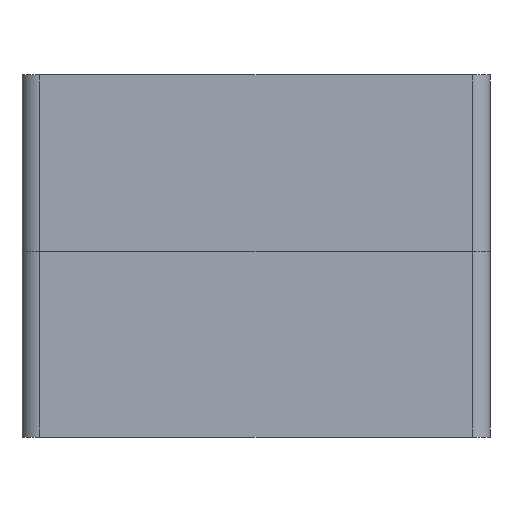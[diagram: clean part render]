
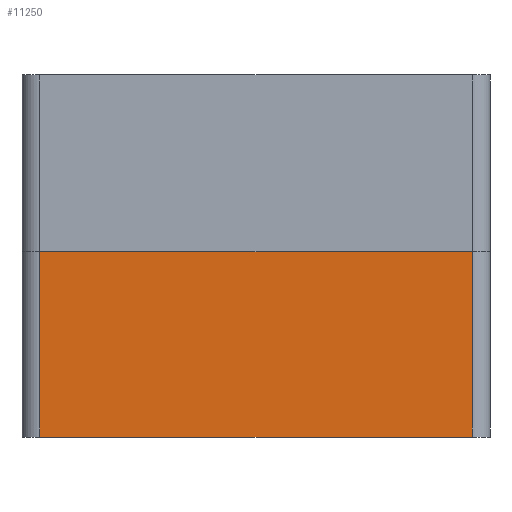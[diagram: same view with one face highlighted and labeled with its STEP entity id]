
A CAD part, front view. The second image highlights one B-rep face of the part: STEP entity #11250.
In plain terms, the highlighted planar face has unit normal (0, -1, 0).
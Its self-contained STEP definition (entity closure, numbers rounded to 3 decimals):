
#10111 = PLANE('',#10112);
#10112 = AXIS2_PLACEMENT_3D('',#10113,#10114,#10115);
#10113 = CARTESIAN_POINT('',(0.,0.,-21.));
#10114 = DIRECTION('',(0.,0.,1.));
#10115 = DIRECTION('',(1.,0.,-0.));
#10225 = PLANE('',#10226);
#10226 = AXIS2_PLACEMENT_3D('',#10227,#10228,#10229);
#10227 = CARTESIAN_POINT('',(0.,0.,0.));
#10228 = DIRECTION('',(-0.,-0.,-1.));
#10229 = DIRECTION('',(-1.,0.,0.));
#10250 = CYLINDRICAL_SURFACE('',#10251,2.);
#10251 = AXIS2_PLACEMENT_3D('',#10252,#10253,#10254);
#10252 = CARTESIAN_POINT('',(-24.5,-25.,-21.));
#10253 = DIRECTION('',(-0.,-0.,1.));
#10254 = DIRECTION('',(-1.,0.,0.));
#10267 = VERTEX_POINT('',#10268);
#10268 = CARTESIAN_POINT('',(-24.5,-27.,-21.));
#10290 = EDGE_CURVE('',#10267,#10291,#10293,.T.);
#10291 = VERTEX_POINT('',#10292);
#10292 = CARTESIAN_POINT('',(24.5,-27.,-21.));
#10293 = SURFACE_CURVE('',#10294,(#10298,#10305),.PCURVE_S1.);
#10294 = LINE('',#10295,#10296);
#10295 = CARTESIAN_POINT('',(-26.5,-27.,-21.));
#10296 = VECTOR('',#10297,1.);
#10297 = DIRECTION('',(1.,0.,0.));
#10298 = PCURVE('',#10111,#10299);
#10299 = DEFINITIONAL_REPRESENTATION('',(#10300),#10304);
#10300 = LINE('',#10301,#10302);
#10301 = CARTESIAN_POINT('',(-26.5,-27.));
#10302 = VECTOR('',#10303,1.);
#10303 = DIRECTION('',(1.,0.));
#10304 = ( GEOMETRIC_REPRESENTATION_CONTEXT(2) 
PARAMETRIC_REPRESENTATION_CONTEXT() REPRESENTATION_CONTEXT('2D SPACE',''
  ) );
#10305 = PCURVE('',#10306,#10311);
#10306 = PLANE('',#10307);
#10307 = AXIS2_PLACEMENT_3D('',#10308,#10309,#10310);
#10308 = CARTESIAN_POINT('',(-26.5,-27.,-21.));
#10309 = DIRECTION('',(-0.,1.,0.));
#10310 = DIRECTION('',(1.,0.,0.));
#10311 = DEFINITIONAL_REPRESENTATION('',(#10312),#10316);
#10312 = LINE('',#10313,#10314);
#10313 = CARTESIAN_POINT('',(0.,0.));
#10314 = VECTOR('',#10315,1.);
#10315 = DIRECTION('',(1.,0.));
#10316 = ( GEOMETRIC_REPRESENTATION_CONTEXT(2) 
PARAMETRIC_REPRESENTATION_CONTEXT() REPRESENTATION_CONTEXT('2D SPACE',''
  ) );
#10335 = CYLINDRICAL_SURFACE('',#10336,2.);
#10336 = AXIS2_PLACEMENT_3D('',#10337,#10338,#10339);
#10337 = CARTESIAN_POINT('',(24.5,-25.,-21.));
#10338 = DIRECTION('',(-0.,-0.,1.));
#10339 = DIRECTION('',(0.,-1.,-0.));
#10587 = EDGE_CURVE('',#10267,#10588,#10590,.T.);
#10588 = VERTEX_POINT('',#10589);
#10589 = CARTESIAN_POINT('',(-24.5,-27.,0.));
#10590 = SURFACE_CURVE('',#10591,(#10595,#10602),.PCURVE_S1.);
#10591 = LINE('',#10592,#10593);
#10592 = CARTESIAN_POINT('',(-24.5,-27.,-21.));
#10593 = VECTOR('',#10594,1.);
#10594 = DIRECTION('',(-0.,-0.,1.));
#10595 = PCURVE('',#10250,#10596);
#10596 = DEFINITIONAL_REPRESENTATION('',(#10597),#10601);
#10597 = LINE('',#10598,#10599);
#10598 = CARTESIAN_POINT('',(1.571,0.));
#10599 = VECTOR('',#10600,1.);
#10600 = DIRECTION('',(0.,1.));
#10601 = ( GEOMETRIC_REPRESENTATION_CONTEXT(2) 
PARAMETRIC_REPRESENTATION_CONTEXT() REPRESENTATION_CONTEXT('2D SPACE',''
  ) );
#10602 = PCURVE('',#10306,#10603);
#10603 = DEFINITIONAL_REPRESENTATION('',(#10604),#10608);
#10604 = LINE('',#10605,#10606);
#10605 = CARTESIAN_POINT('',(2.,0.));
#10606 = VECTOR('',#10607,1.);
#10607 = DIRECTION('',(0.,-1.));
#10608 = ( GEOMETRIC_REPRESENTATION_CONTEXT(2) 
PARAMETRIC_REPRESENTATION_CONTEXT() REPRESENTATION_CONTEXT('2D SPACE',''
  ) );
#10788 = VERTEX_POINT('',#10789);
#10789 = CARTESIAN_POINT('',(24.5,-27.,0.));
#10815 = EDGE_CURVE('',#10788,#10588,#10816,.T.);
#10816 = SURFACE_CURVE('',#10817,(#10821,#10827),.PCURVE_S1.);
#10817 = LINE('',#10818,#10819);
#10818 = CARTESIAN_POINT('',(-13.25,-27.,0.));
#10819 = VECTOR('',#10820,1.);
#10820 = DIRECTION('',(-1.,-0.,0.));
#10821 = PCURVE('',#10225,#10822);
#10822 = DEFINITIONAL_REPRESENTATION('',(#10823),#10826);
#10823 = B_SPLINE_CURVE_WITH_KNOTS('',1,(#10824,#10825),.UNSPECIFIED.,
  .F.,.F.,(2,2),(-42.65,16.15),.PIECEWISE_BEZIER_KNOTS.);
#10824 = CARTESIAN_POINT('',(-29.4,-27.));
#10825 = CARTESIAN_POINT('',(29.4,-27.));
#10826 = ( GEOMETRIC_REPRESENTATION_CONTEXT(2) 
PARAMETRIC_REPRESENTATION_CONTEXT() REPRESENTATION_CONTEXT('2D SPACE',''
  ) );
#10827 = PCURVE('',#10306,#10828);
#10828 = DEFINITIONAL_REPRESENTATION('',(#10829),#10832);
#10829 = B_SPLINE_CURVE_WITH_KNOTS('',1,(#10830,#10831),.UNSPECIFIED.,
  .F.,.F.,(2,2),(-42.65,16.15),.PIECEWISE_BEZIER_KNOTS.);
#10830 = CARTESIAN_POINT('',(55.9,-21.));
#10831 = CARTESIAN_POINT('',(-2.9,-21.));
#10832 = ( GEOMETRIC_REPRESENTATION_CONTEXT(2) 
PARAMETRIC_REPRESENTATION_CONTEXT() REPRESENTATION_CONTEXT('2D SPACE',''
  ) );
#11250 = ADVANCED_FACE('',(#11251),#10306,.F.);
#11251 = FACE_BOUND('',#11252,.F.);
#11252 = EDGE_LOOP('',(#11253,#11254,#11255,#11256));
#11253 = ORIENTED_EDGE('',*,*,#10290,.F.);
#11254 = ORIENTED_EDGE('',*,*,#10587,.T.);
#11255 = ORIENTED_EDGE('',*,*,#10815,.F.);
#11256 = ORIENTED_EDGE('',*,*,#11257,.F.);
#11257 = EDGE_CURVE('',#10291,#10788,#11258,.T.);
#11258 = SURFACE_CURVE('',#11259,(#11263,#11270),.PCURVE_S1.);
#11259 = LINE('',#11260,#11261);
#11260 = CARTESIAN_POINT('',(24.5,-27.,-21.));
#11261 = VECTOR('',#11262,1.);
#11262 = DIRECTION('',(-0.,-0.,1.));
#11263 = PCURVE('',#10306,#11264);
#11264 = DEFINITIONAL_REPRESENTATION('',(#11265),#11269);
#11265 = LINE('',#11266,#11267);
#11266 = CARTESIAN_POINT('',(51.,0.));
#11267 = VECTOR('',#11268,1.);
#11268 = DIRECTION('',(0.,-1.));
#11269 = ( GEOMETRIC_REPRESENTATION_CONTEXT(2) 
PARAMETRIC_REPRESENTATION_CONTEXT() REPRESENTATION_CONTEXT('2D SPACE',''
  ) );
#11270 = PCURVE('',#10335,#11271);
#11271 = DEFINITIONAL_REPRESENTATION('',(#11272),#11276);
#11272 = LINE('',#11273,#11274);
#11273 = CARTESIAN_POINT('',(0.,0.));
#11274 = VECTOR('',#11275,1.);
#11275 = DIRECTION('',(0.,1.));
#11276 = ( GEOMETRIC_REPRESENTATION_CONTEXT(2) 
PARAMETRIC_REPRESENTATION_CONTEXT() REPRESENTATION_CONTEXT('2D SPACE',''
  ) );
